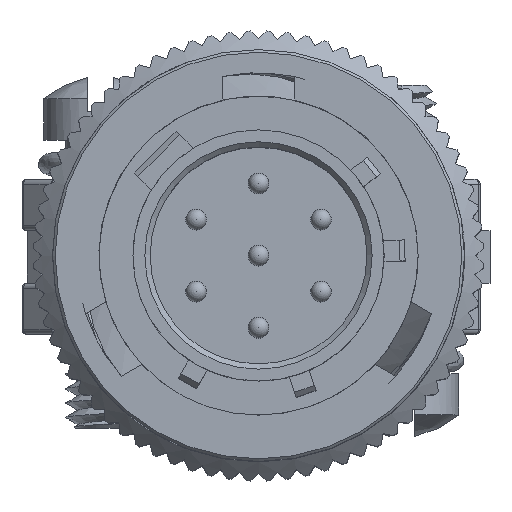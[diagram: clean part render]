
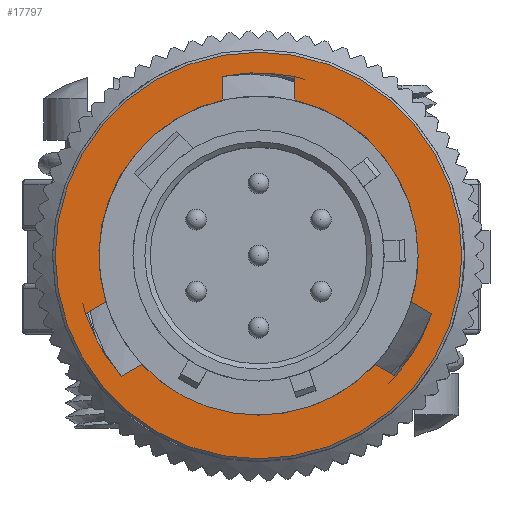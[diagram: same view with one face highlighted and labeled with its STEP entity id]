
A CAD part, top view. The second image highlights one B-rep face of the part: STEP entity #17797.
In plain terms, the highlighted planar face has unit normal (0, 0, 1).
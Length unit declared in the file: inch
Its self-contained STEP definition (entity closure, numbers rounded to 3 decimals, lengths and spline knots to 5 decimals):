
#439=FACE_BOUND('',#2993,.T.);
#1248=PLANE('',#19479);
#1937=FACE_OUTER_BOUND('',#2992,.T.);
#2992=EDGE_LOOP('',(#13678));
#2993=EDGE_LOOP('',(#13679,#13680,#13681,#13682,#13683,#13684,#13685,#13686,
#13687,#13688,#13689,#13690,#13691,#13692,#13693,#13694));
#4052=CIRCLE('',#19475,0.3887);
#4055=CIRCLE('',#19480,0.30512);
#4056=CIRCLE('',#19481,0.30512);
#4057=CIRCLE('',#19482,0.30512);
#4058=CIRCLE('',#19483,0.30512);
#4722=B_SPLINE_CURVE_WITH_KNOTS('',3,(#31323,#31324,#31325,#31326),
 .UNSPECIFIED.,.F.,.F.,(4,4),(0.,0.7795),.UNSPECIFIED.);
#4723=B_SPLINE_CURVE_WITH_KNOTS('',3,(#31330,#31331,#31332,#31333),
 .UNSPECIFIED.,.F.,.F.,(4,4),(0.2205,1.),.UNSPECIFIED.);
#4724=B_SPLINE_CURVE_WITH_KNOTS('',3,(#31335,#31336,#31337,#31338),
 .UNSPECIFIED.,.F.,.F.,(4,4),(0.,1.),.UNSPECIFIED.);
#4725=B_SPLINE_CURVE_WITH_KNOTS('',3,(#31340,#31341,#31342,#31343,#31344),
 .UNSPECIFIED.,.F.,.F.,(4,1,4),(0.,0.57143,1.),.UNSPECIFIED.);
#4726=B_SPLINE_CURVE_WITH_KNOTS('',3,(#31346,#31347,#31348,#31349),
 .UNSPECIFIED.,.F.,.F.,(4,4),(0.,0.7795),.UNSPECIFIED.);
#4727=B_SPLINE_CURVE_WITH_KNOTS('',3,(#31353,#31354,#31355,#31356),
 .UNSPECIFIED.,.F.,.F.,(4,4),(0.2205,1.),.UNSPECIFIED.);
#4728=B_SPLINE_CURVE_WITH_KNOTS('',3,(#31358,#31359,#31360,#31361),
 .UNSPECIFIED.,.F.,.F.,(4,4),(0.,1.),.UNSPECIFIED.);
#4729=B_SPLINE_CURVE_WITH_KNOTS('',3,(#31363,#31364,#31365,#31366,#31367),
 .UNSPECIFIED.,.F.,.F.,(4,1,4),(0.,0.57143,1.),.UNSPECIFIED.);
#4730=B_SPLINE_CURVE_WITH_KNOTS('',3,(#31369,#31370,#31371,#31372),
 .UNSPECIFIED.,.F.,.F.,(4,4),(0.,0.7795),.UNSPECIFIED.);
#4731=B_SPLINE_CURVE_WITH_KNOTS('',3,(#31378,#31379,#31380,#31381),
 .UNSPECIFIED.,.F.,.F.,(4,4),(0.2205,1.),.UNSPECIFIED.);
#4732=B_SPLINE_CURVE_WITH_KNOTS('',3,(#31383,#31384,#31385,#31386),
 .UNSPECIFIED.,.F.,.F.,(4,4),(0.,1.),.UNSPECIFIED.);
#4733=B_SPLINE_CURVE_WITH_KNOTS('',3,(#31387,#31388,#31389,#31390,#31391),
 .UNSPECIFIED.,.F.,.F.,(4,1,4),(0.,0.57143,1.),.UNSPECIFIED.);
#7817=VERTEX_POINT('',#31187);
#7829=VERTEX_POINT('',#31321);
#7830=VERTEX_POINT('',#31322);
#7831=VERTEX_POINT('',#31327);
#7832=VERTEX_POINT('',#31329);
#7833=VERTEX_POINT('',#31334);
#7834=VERTEX_POINT('',#31339);
#7835=VERTEX_POINT('',#31345);
#7836=VERTEX_POINT('',#31350);
#7837=VERTEX_POINT('',#31352);
#7838=VERTEX_POINT('',#31357);
#7839=VERTEX_POINT('',#31362);
#7840=VERTEX_POINT('',#31368);
#7841=VERTEX_POINT('',#31373);
#7842=VERTEX_POINT('',#31375);
#7843=VERTEX_POINT('',#31377);
#7844=VERTEX_POINT('',#31382);
#9931=EDGE_CURVE('',#7817,#7817,#4052,.T.);
#9946=EDGE_CURVE('',#7829,#7830,#4722,.T.);
#9947=EDGE_CURVE('',#7830,#7831,#4055,.T.);
#9948=EDGE_CURVE('',#7831,#7832,#4723,.T.);
#9949=EDGE_CURVE('',#7832,#7833,#4724,.T.);
#9950=EDGE_CURVE('',#7833,#7834,#4725,.T.);
#9951=EDGE_CURVE('',#7834,#7835,#4726,.T.);
#9952=EDGE_CURVE('',#7835,#7836,#4056,.T.);
#9953=EDGE_CURVE('',#7836,#7837,#4727,.T.);
#9954=EDGE_CURVE('',#7837,#7838,#4728,.T.);
#9955=EDGE_CURVE('',#7838,#7839,#4729,.T.);
#9956=EDGE_CURVE('',#7839,#7840,#4730,.T.);
#9957=EDGE_CURVE('',#7840,#7841,#4057,.T.);
#9958=EDGE_CURVE('',#7841,#7842,#4058,.T.);
#9959=EDGE_CURVE('',#7842,#7843,#4731,.T.);
#9960=EDGE_CURVE('',#7843,#7844,#4732,.T.);
#9961=EDGE_CURVE('',#7844,#7829,#4733,.T.);
#13678=ORIENTED_EDGE('',*,*,#9931,.F.);
#13679=ORIENTED_EDGE('',*,*,#9946,.T.);
#13680=ORIENTED_EDGE('',*,*,#9947,.T.);
#13681=ORIENTED_EDGE('',*,*,#9948,.T.);
#13682=ORIENTED_EDGE('',*,*,#9949,.T.);
#13683=ORIENTED_EDGE('',*,*,#9950,.T.);
#13684=ORIENTED_EDGE('',*,*,#9951,.T.);
#13685=ORIENTED_EDGE('',*,*,#9952,.T.);
#13686=ORIENTED_EDGE('',*,*,#9953,.T.);
#13687=ORIENTED_EDGE('',*,*,#9954,.T.);
#13688=ORIENTED_EDGE('',*,*,#9955,.T.);
#13689=ORIENTED_EDGE('',*,*,#9956,.T.);
#13690=ORIENTED_EDGE('',*,*,#9957,.T.);
#13691=ORIENTED_EDGE('',*,*,#9958,.T.);
#13692=ORIENTED_EDGE('',*,*,#9959,.T.);
#13693=ORIENTED_EDGE('',*,*,#9960,.T.);
#13694=ORIENTED_EDGE('',*,*,#9961,.T.);
#17797=ADVANCED_FACE('',(#1937,#439),#1248,.F.);
#19475=AXIS2_PLACEMENT_3D('',#31188,#22473,#22474);
#19479=AXIS2_PLACEMENT_3D('',#31320,#22484,#22485);
#19480=AXIS2_PLACEMENT_3D('',#31328,#22486,#22487);
#19481=AXIS2_PLACEMENT_3D('',#31351,#22488,#22489);
#19482=AXIS2_PLACEMENT_3D('',#31374,#22490,#22491);
#19483=AXIS2_PLACEMENT_3D('',#31376,#22492,#22493);
#22473=DIRECTION('center_axis',(0.,0.,-1.));
#22474=DIRECTION('ref_axis',(-1.,0.,0.));
#22484=DIRECTION('center_axis',(0.,0.,-1.));
#22485=DIRECTION('ref_axis',(-1.,0.,0.));
#22486=DIRECTION('center_axis',(0.,0.,-1.));
#22487=DIRECTION('ref_axis',(-1.,0.,0.));
#22488=DIRECTION('center_axis',(0.,0.,-1.));
#22489=DIRECTION('ref_axis',(-1.,0.,0.));
#22490=DIRECTION('center_axis',(0.,0.,-1.));
#22491=DIRECTION('ref_axis',(-1.,0.,0.));
#22492=DIRECTION('center_axis',(0.,0.,-1.));
#22493=DIRECTION('ref_axis',(-1.,0.,0.));
#31187=CARTESIAN_POINT('',(0.3887,0.,0.9675));
#31188=CARTESIAN_POINT('Origin',(0.,0.,0.9675));
#31320=CARTESIAN_POINT('Origin',(0.,0.,0.9675));
#31321=CARTESIAN_POINT('',(0.26202,-0.23084,0.9675));
#31322=CARTESIAN_POINT('',(0.22297,-0.20829,0.9675));
#31323=CARTESIAN_POINT('Ctrl Pts',(0.26202,-0.23084,
0.9675));
#31324=CARTESIAN_POINT('Ctrl Pts',(0.249,-0.22332,
0.9675));
#31325=CARTESIAN_POINT('Ctrl Pts',(0.23599,-0.2158,
0.9675));
#31326=CARTESIAN_POINT('Ctrl Pts',(0.22297,-0.20829,
0.9675));
#31327=CARTESIAN_POINT('',(-0.22297,-0.20829,0.9675));
#31328=CARTESIAN_POINT('Origin',(0.,0.,0.9675));
#31329=CARTESIAN_POINT('',(-0.26202,-0.23084,0.9675));
#31330=CARTESIAN_POINT('Ctrl Pts',(-0.22297,-0.20829,
0.9675));
#31331=CARTESIAN_POINT('Ctrl Pts',(-0.23599,-0.2158,
0.9675));
#31332=CARTESIAN_POINT('Ctrl Pts',(-0.249,-0.22332,
0.9675));
#31333=CARTESIAN_POINT('Ctrl Pts',(-0.26202,-0.23084,
0.9675));
#31334=CARTESIAN_POINT('',(-0.28842,-0.19687,0.9675));
#31335=CARTESIAN_POINT('Ctrl Pts',(-0.26202,-0.23084,
0.9675));
#31336=CARTESIAN_POINT('Ctrl Pts',(-0.27151,-0.22007,
0.9675));
#31337=CARTESIAN_POINT('Ctrl Pts',(-0.28033,-0.20872,
0.9675));
#31338=CARTESIAN_POINT('Ctrl Pts',(-0.28842,-0.19687,
0.9675));
#31339=CARTESIAN_POINT('',(-0.33092,-0.1115,0.9675));
#31340=CARTESIAN_POINT('Ctrl Pts',(-0.28842,-0.19687,
0.9675));
#31341=CARTESIAN_POINT('Ctrl Pts',(-0.29304,-0.19009,
0.9675));
#31342=CARTESIAN_POINT('Ctrl Pts',(-0.3118,-0.16113,
0.9675));
#31343=CARTESIAN_POINT('Ctrl Pts',(-0.32656,-0.12445,
0.9675));
#31344=CARTESIAN_POINT('Ctrl Pts',(-0.33092,-0.1115,
0.9675));
#31345=CARTESIAN_POINT('',(-0.29186,-0.08895,0.9675));
#31346=CARTESIAN_POINT('Ctrl Pts',(-0.33092,-0.1115,
0.9675));
#31347=CARTESIAN_POINT('Ctrl Pts',(-0.3179,-0.10398,
0.9675));
#31348=CARTESIAN_POINT('Ctrl Pts',(-0.30488,-0.09647,
0.9675));
#31349=CARTESIAN_POINT('Ctrl Pts',(-0.29186,-0.08895,
0.9675));
#31350=CARTESIAN_POINT('',(-0.0689,0.29724,0.9675));
#31351=CARTESIAN_POINT('Origin',(0.,0.,0.9675));
#31352=CARTESIAN_POINT('',(-0.0689,0.34234,0.9675));
#31353=CARTESIAN_POINT('Ctrl Pts',(-0.0689,0.29724,
0.9675));
#31354=CARTESIAN_POINT('Ctrl Pts',(-0.0689,0.31227,
0.9675));
#31355=CARTESIAN_POINT('Ctrl Pts',(-0.0689,0.3273,
0.9675));
#31356=CARTESIAN_POINT('Ctrl Pts',(-0.0689,0.34234,
0.9675));
#31357=CARTESIAN_POINT('',(-0.02628,0.34821,0.9675));
#31358=CARTESIAN_POINT('Ctrl Pts',(-0.0689,0.34234,
0.9675));
#31359=CARTESIAN_POINT('Ctrl Pts',(-0.05483,0.34517,
0.9675));
#31360=CARTESIAN_POINT('Ctrl Pts',(-0.04059,0.34713,
0.9675));
#31361=CARTESIAN_POINT('Ctrl Pts',(-0.02628,0.34821,
0.9675));
#31362=CARTESIAN_POINT('',(0.0689,0.34234,0.9675));
#31363=CARTESIAN_POINT('Ctrl Pts',(-0.02628,0.34821,
0.9675));
#31364=CARTESIAN_POINT('Ctrl Pts',(-0.01811,0.34883,
0.9675));
#31365=CARTESIAN_POINT('Ctrl Pts',(0.01636,0.35059,
0.9675));
#31366=CARTESIAN_POINT('Ctrl Pts',(0.0555,0.34503,
0.9675));
#31367=CARTESIAN_POINT('Ctrl Pts',(0.0689,0.34234,
0.9675));
#31368=CARTESIAN_POINT('',(0.0689,0.29724,0.9675));
#31369=CARTESIAN_POINT('Ctrl Pts',(0.0689,0.34234,
0.9675));
#31370=CARTESIAN_POINT('Ctrl Pts',(0.0689,0.3273,
0.9675));
#31371=CARTESIAN_POINT('Ctrl Pts',(0.0689,0.31227,
0.9675));
#31372=CARTESIAN_POINT('Ctrl Pts',(0.0689,0.29724,
0.9675));
#31373=CARTESIAN_POINT('',(0.30512,0.,0.9675));
#31374=CARTESIAN_POINT('Origin',(0.,0.,0.9675));
#31375=CARTESIAN_POINT('',(0.29186,-0.08895,0.9675));
#31376=CARTESIAN_POINT('Origin',(0.,0.,0.9675));
#31377=CARTESIAN_POINT('',(0.33092,-0.1115,0.9675));
#31378=CARTESIAN_POINT('Ctrl Pts',(0.29186,-0.08895,
0.9675));
#31379=CARTESIAN_POINT('Ctrl Pts',(0.30488,-0.09647,
0.9675));
#31380=CARTESIAN_POINT('Ctrl Pts',(0.3179,-0.10398,
0.9675));
#31381=CARTESIAN_POINT('Ctrl Pts',(0.33092,-0.1115,
0.9675));
#31382=CARTESIAN_POINT('',(0.3147,-0.15134,0.9675));
#31383=CARTESIAN_POINT('Ctrl Pts',(0.33092,-0.1115,
0.9675));
#31384=CARTESIAN_POINT('Ctrl Pts',(0.32634,-0.1251,
0.9675));
#31385=CARTESIAN_POINT('Ctrl Pts',(0.32092,-0.13841,
0.9675));
#31386=CARTESIAN_POINT('Ctrl Pts',(0.3147,-0.15134,
0.9675));
#31387=CARTESIAN_POINT('Ctrl Pts',(0.3147,-0.15134,
0.9675));
#31388=CARTESIAN_POINT('Ctrl Pts',(0.31115,-0.15873,
0.9675));
#31389=CARTESIAN_POINT('Ctrl Pts',(0.29544,-0.18946,
0.9675));
#31390=CARTESIAN_POINT('Ctrl Pts',(0.27106,-0.22058,
0.9675));
#31391=CARTESIAN_POINT('Ctrl Pts',(0.26202,-0.23084,
0.9675));
